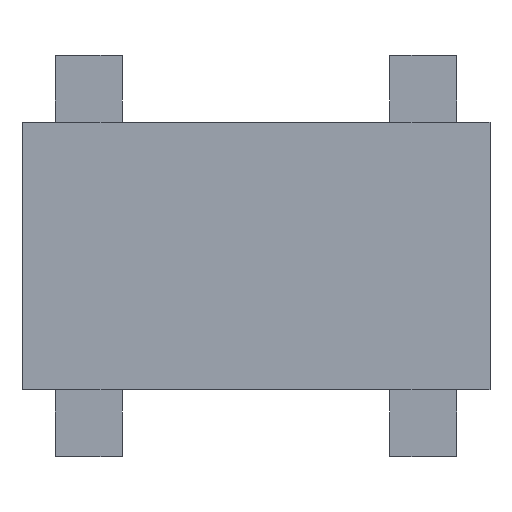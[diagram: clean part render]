
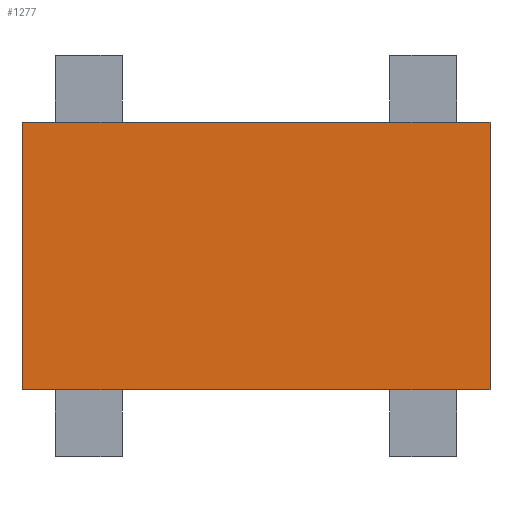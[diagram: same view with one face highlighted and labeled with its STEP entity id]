
A CAD part, front view. The second image highlights one B-rep face of the part: STEP entity #1277.
In plain terms, the highlighted planar face has unit normal (0, -1, 0).
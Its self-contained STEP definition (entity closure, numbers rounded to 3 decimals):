
#22 = CARTESIAN_POINT ( 'NONE',  ( 0.7, 0., 0. ) ) ;
#23 = LINE ( 'NONE', #1393, #1361 ) ;
#33 = VERTEX_POINT ( 'NONE', #1756 ) ;
#65 = ORIENTED_EDGE ( 'NONE', *, *, #841, .F. ) ;
#66 = CARTESIAN_POINT ( 'NONE',  ( 0.6, 0., 0.4 ) ) ;
#127 = CARTESIAN_POINT ( 'NONE',  ( 0., 0., 0.4 ) ) ;
#162 = EDGE_CURVE ( 'NONE', #1111, #713, #1533, .T. ) ;
#163 = VECTOR ( 'NONE', #494, 1000. ) ;
#180 = CARTESIAN_POINT ( 'NONE',  ( 0.7, 0., -0.4 ) ) ;
#197 = EDGE_LOOP ( 'NONE', ( #1537, #1292, #534, #65, #1469, #1813, #348, #1683, #1565, #323, #813, #1699 ) ) ;
#243 = VECTOR ( 'NONE', #615, 1000. ) ;
#261 = DIRECTION ( 'NONE',  ( 0., 1., 0. ) ) ;
#278 = LINE ( 'NONE', #1268, #587 ) ;
#286 = DIRECTION ( 'NONE',  ( -1., 0., 0. ) ) ;
#307 = CARTESIAN_POINT ( 'NONE',  ( -0.4, 0., 0.4 ) ) ;
#323 = ORIENTED_EDGE ( 'NONE', *, *, #1267, .F. ) ;
#348 = ORIENTED_EDGE ( 'NONE', *, *, #408, .F. ) ;
#349 = CARTESIAN_POINT ( 'NONE',  ( 0.6, 0., -0.4 ) ) ;
#358 = CARTESIAN_POINT ( 'NONE',  ( 0., 0., 0.4 ) ) ;
#372 = VERTEX_POINT ( 'NONE', #971 ) ;
#408 = EDGE_CURVE ( 'NONE', #710, #1038, #23, .T. ) ;
#494 = DIRECTION ( 'NONE',  ( 1., 0., 0. ) ) ;
#502 = LINE ( 'NONE', #1483, #1824 ) ;
#526 = CARTESIAN_POINT ( 'NONE',  ( 0.4, 0., 0.4 ) ) ;
#530 = CARTESIAN_POINT ( 'NONE',  ( 0., 0., -0.4 ) ) ;
#534 = ORIENTED_EDGE ( 'NONE', *, *, #640, .F. ) ;
#550 = EDGE_CURVE ( 'NONE', #1014, #1396, #502, .T. ) ;
#554 = VECTOR ( 'NONE', #666, 1000. ) ;
#561 = CARTESIAN_POINT ( 'NONE',  ( -0.4, 0., -0.4 ) ) ;
#572 = VERTEX_POINT ( 'NONE', #618 ) ;
#580 = VECTOR ( 'NONE', #1390, 1000. ) ;
#587 = VECTOR ( 'NONE', #957, 1000. ) ;
#615 = DIRECTION ( 'NONE',  ( -1., 0., 0. ) ) ;
#618 = CARTESIAN_POINT ( 'NONE',  ( 0.7, 0., 0.4 ) ) ;
#640 = EDGE_CURVE ( 'NONE', #572, #1111, #1485, .T. ) ;
#666 = DIRECTION ( 'NONE',  ( 1., 0., 0. ) ) ;
#671 = VECTOR ( 'NONE', #1106, 1000. ) ;
#688 = VERTEX_POINT ( 'NONE', #1801 ) ;
#692 = CARTESIAN_POINT ( 'NONE',  ( 0., 0., -0.4 ) ) ;
#710 = VERTEX_POINT ( 'NONE', #1493 ) ;
#713 = VERTEX_POINT ( 'NONE', #349 ) ;
#750 = LINE ( 'NONE', #692, #805 ) ;
#805 = VECTOR ( 'NONE', #1242, 1000. ) ;
#813 = ORIENTED_EDGE ( 'NONE', *, *, #550, .F. ) ;
#841 = EDGE_CURVE ( 'NONE', #1139, #572, #278, .T. ) ;
#893 = EDGE_CURVE ( 'NONE', #713, #372, #750, .T. ) ;
#939 = LINE ( 'NONE', #358, #554 ) ;
#957 = DIRECTION ( 'NONE',  ( 1., 0., 0. ) ) ;
#971 = CARTESIAN_POINT ( 'NONE',  ( 0.4, 0., -0.4 ) ) ;
#983 = EDGE_CURVE ( 'NONE', #372, #1014, #1147, .T. ) ;
#1014 = VERTEX_POINT ( 'NONE', #561 ) ;
#1038 = VERTEX_POINT ( 'NONE', #307 ) ;
#1039 = DIRECTION ( 'NONE',  ( -1., 0., 0. ) ) ;
#1052 = LINE ( 'NONE', #1634, #163 ) ;
#1080 = VECTOR ( 'NONE', #286, 1000. ) ;
#1101 = CARTESIAN_POINT ( 'NONE',  ( -0.7, 0., 0. ) ) ;
#1106 = DIRECTION ( 'NONE',  ( 1., 0., 0. ) ) ;
#1111 = VERTEX_POINT ( 'NONE', #180 ) ;
#1139 = VERTEX_POINT ( 'NONE', #66 ) ;
#1147 = LINE ( 'NONE', #1274, #1080 ) ;
#1159 = EDGE_CURVE ( 'NONE', #33, #710, #1052, .T. ) ;
#1185 = DIRECTION ( 'NONE',  ( 0., 0., -1. ) ) ;
#1241 = VECTOR ( 'NONE', #1261, 1000. ) ;
#1242 = DIRECTION ( 'NONE',  ( -1., 0., 0. ) ) ;
#1252 = AXIS2_PLACEMENT_3D ( 'NONE', #1822, #261, #1826 ) ;
#1261 = DIRECTION ( 'NONE',  ( 0., 0., 1. ) ) ;
#1267 = EDGE_CURVE ( 'NONE', #1396, #688, #1779, .T. ) ;
#1268 = CARTESIAN_POINT ( 'NONE',  ( 0., 0., 0.4 ) ) ;
#1274 = CARTESIAN_POINT ( 'NONE',  ( 0., 0., -0.4 ) ) ;
#1277 = ADVANCED_FACE ( 'NONE', ( #1357 ), #1841, .F. ) ;
#1292 = ORIENTED_EDGE ( 'NONE', *, *, #162, .F. ) ;
#1311 = EDGE_CURVE ( 'NONE', #688, #33, #1523, .T. ) ;
#1357 = FACE_OUTER_BOUND ( 'NONE', #197, .T. ) ;
#1361 = VECTOR ( 'NONE', #1406, 1000. ) ;
#1390 = DIRECTION ( 'NONE',  ( -1., 0., 0. ) ) ;
#1393 = CARTESIAN_POINT ( 'NONE',  ( 0., 0., 0.4 ) ) ;
#1396 = VERTEX_POINT ( 'NONE', #1574 ) ;
#1406 = DIRECTION ( 'NONE',  ( 1., 0., 0. ) ) ;
#1469 = ORIENTED_EDGE ( 'NONE', *, *, #1808, .F. ) ;
#1472 = CARTESIAN_POINT ( 'NONE',  ( 0., 0., -0.4 ) ) ;
#1483 = CARTESIAN_POINT ( 'NONE',  ( 0., 0., -0.4 ) ) ;
#1485 = LINE ( 'NONE', #22, #1601 ) ;
#1493 = CARTESIAN_POINT ( 'NONE',  ( -0.6, 0., 0.4 ) ) ;
#1517 = LINE ( 'NONE', #127, #671 ) ;
#1523 = LINE ( 'NONE', #1101, #1241 ) ;
#1533 = LINE ( 'NONE', #1472, #243 ) ;
#1537 = ORIENTED_EDGE ( 'NONE', *, *, #893, .F. ) ;
#1565 = ORIENTED_EDGE ( 'NONE', *, *, #1311, .F. ) ;
#1574 = CARTESIAN_POINT ( 'NONE',  ( -0.6, 0., -0.4 ) ) ;
#1601 = VECTOR ( 'NONE', #1185, 1000. ) ;
#1634 = CARTESIAN_POINT ( 'NONE',  ( 0., 0., 0.4 ) ) ;
#1683 = ORIENTED_EDGE ( 'NONE', *, *, #1159, .F. ) ;
#1699 = ORIENTED_EDGE ( 'NONE', *, *, #983, .F. ) ;
#1703 = EDGE_CURVE ( 'NONE', #1038, #1730, #939, .T. ) ;
#1730 = VERTEX_POINT ( 'NONE', #526 ) ;
#1756 = CARTESIAN_POINT ( 'NONE',  ( -0.7, 0., 0.4 ) ) ;
#1779 = LINE ( 'NONE', #530, #580 ) ;
#1801 = CARTESIAN_POINT ( 'NONE',  ( -0.7, 0., -0.4 ) ) ;
#1808 = EDGE_CURVE ( 'NONE', #1730, #1139, #1517, .T. ) ;
#1813 = ORIENTED_EDGE ( 'NONE', *, *, #1703, .F. ) ;
#1822 = CARTESIAN_POINT ( 'NONE',  ( 0., 0., 0. ) ) ;
#1824 = VECTOR ( 'NONE', #1039, 1000. ) ;
#1826 = DIRECTION ( 'NONE',  ( 0., 0., 1. ) ) ;
#1841 = PLANE ( 'NONE',  #1252 ) ;
